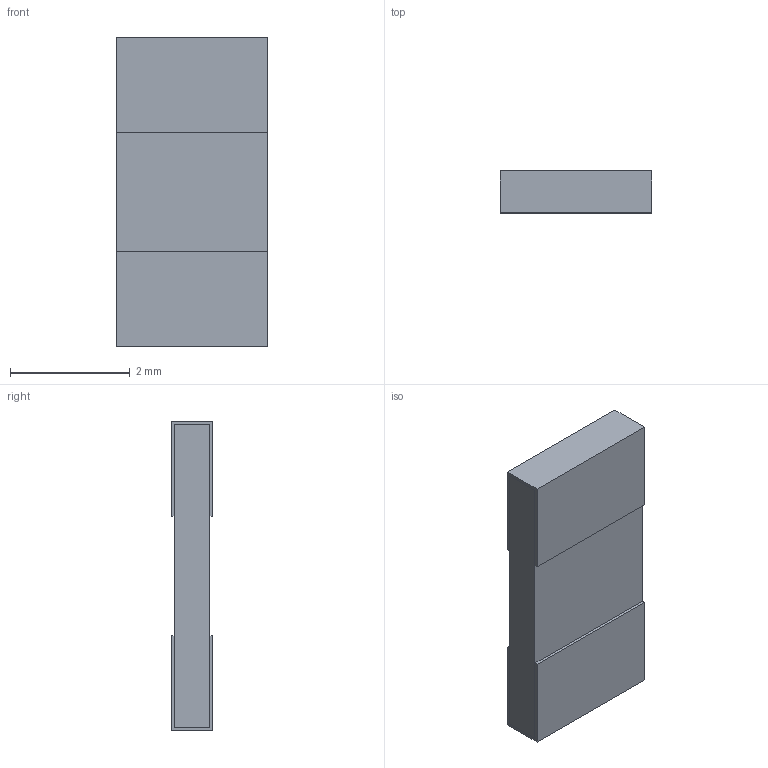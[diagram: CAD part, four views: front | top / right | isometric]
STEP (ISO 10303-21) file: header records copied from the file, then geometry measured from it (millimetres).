
FILE_DESCRIPTION(/* description */ (''),/* implementation_level */ '2;1');
FILE_NAME(/* name */ 'Resitor_SMD_ULR15S_R002FT2 v1.step',/* time_stamp */ '2019-07-05T16:42:23+01:00',/* author */ (''),/* organization */ (''),/* preprocessor_version */ 'ST-DEVELOPER v18',/* originating_system */ 'Autodesk Translation Framework v8.2.0.1029',/* authorisation */ '');
FILE_SCHEMA (('AUTOMOTIVE_DESIGN { 1 0 10303 214 3 1 1 }'));
Length unit declared in the file: millimetre
Products named in the file (1): Resitor_SMD_ULR15S_R002FT2
Bounding box: 2.54 x 0.7 x 5.18 mm (x, y, z)
Volume: 8.7 mm3; surface area: 75.6 mm2
Topology: 3 solids, 3 shells, 147 faces, 405 edges, 270 vertices
Faces by surface type: bspline 81, plane 66
Entity records: 5439 total; most frequent: CARTESIAN_POINT 2200, ORIENTED_EDGE 810, EDGE_CURVE 405, DIRECTION 377, VERTEX_POINT 270, LINE 243, VECTOR 243, B_SPLINE_CURVE_WITH_KNOTS 162
